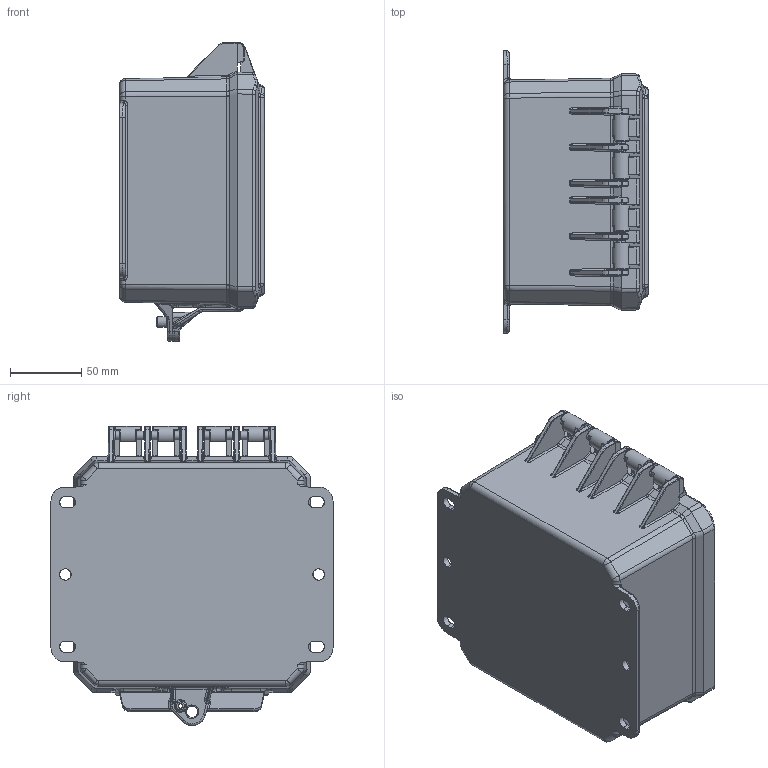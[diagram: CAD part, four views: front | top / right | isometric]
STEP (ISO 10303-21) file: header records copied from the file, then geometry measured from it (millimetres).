
FILE_DESCRIPTION (( 'STEP AP214' ), '1' );
FILE_NAME ('P6063C.STEP', '2016-06-09T10:17:38', ( '' ), ( '' ), 'SwSTEP 2.0', 'SolidWorks 2016', '' );
FILE_SCHEMA (( 'AUTOMOTIVE_DESIGN' ));
Length unit declared in the file: inch
Products named in the file (3): 6X6X3-LID-SD-HINGE-INT-LATCH; 6X6X3-BOX-SD-HINGE-INT-LATCH; P6063C
Assembly tree (2 placements, depth 2):
  P6063C
    6X6X3-BOX-SD-HINGE-INT-LATCH
    6X6X3-LID-SD-HINGE-INT-LATCH
Bounding box: 101.73 x 198.12 x 209.96 mm (x, y, z)
Volume: 174150.6 mm3; surface area: 284384.5 mm2
Topology: 1 solids, 2 shells, 2260 faces, 5580 edges, 3286 vertices
Faces by surface type: cylinder 802, bspline 790, plane 577, cone 91
Entity records: 106583 total; most frequent: CARTESIAN_POINT 63510, ORIENTED_EDGE 11024, DIRECTION 5726, EDGE_CURVE 5512, VERTEX_POINT 3286, B_SPLINE_CURVE_WITH_KNOTS 2664, EDGE_LOOP 2330, FACE_OUTER_BOUND 2260
